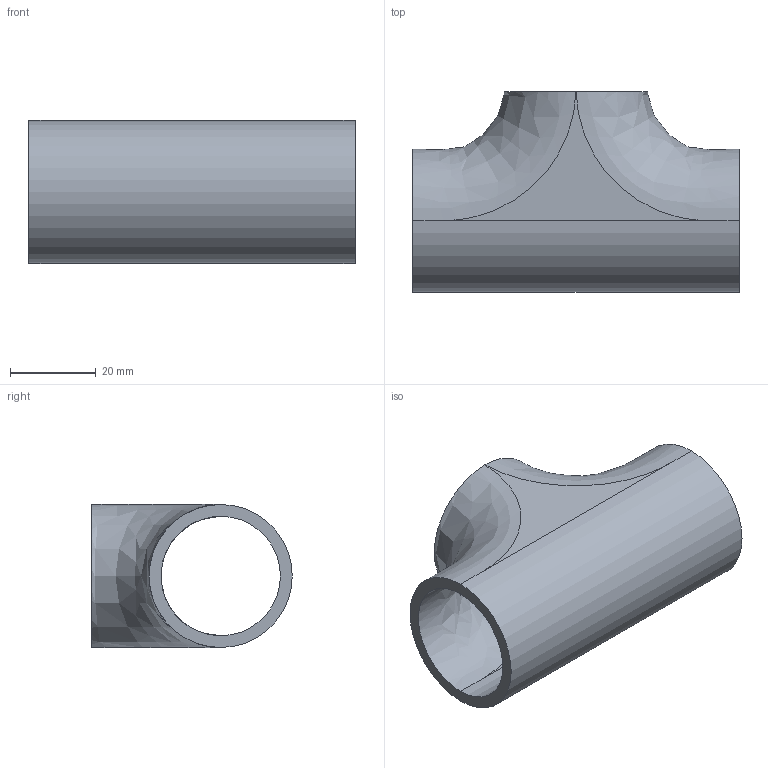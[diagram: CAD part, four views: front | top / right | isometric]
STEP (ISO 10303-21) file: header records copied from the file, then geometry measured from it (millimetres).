
FILE_DESCRIPTION (( 'STEP AP203' ), '1' );
FILE_NAME ('OEM-25-T-40-316L_REV_.step', '2026-03-03T07:31:34', ( '' ), ( '' ), 'SwSTEP 2.0', 'SolidWorks 2025', '' );
FILE_SCHEMA (( 'CONFIG_CONTROL_DESIGN' ));
Length unit declared in the file: millimetre
Products named in the file (1): OEM-25-T-40-316L_REV_
Bounding box: 76.2 x 46.8 x 33.4 mm (x, y, z)
Volume: 22920 mm3; surface area: 17339.8 mm2
Topology: 1 solids, 1 shells, 13 faces, 34 edges, 22 vertices
Faces by surface type: plane 7, bspline 4, cylinder 2
Entity records: 14581 total; most frequent: CARTESIAN_POINT 14224, ORIENTED_EDGE 68, DIRECTION 38, EDGE_CURVE 34, VERTEX_POINT 22, B_SPLINE_CURVE_WITH_KNOTS 22, EDGE_LOOP 16, AXIS2_PLACEMENT_3D 16
